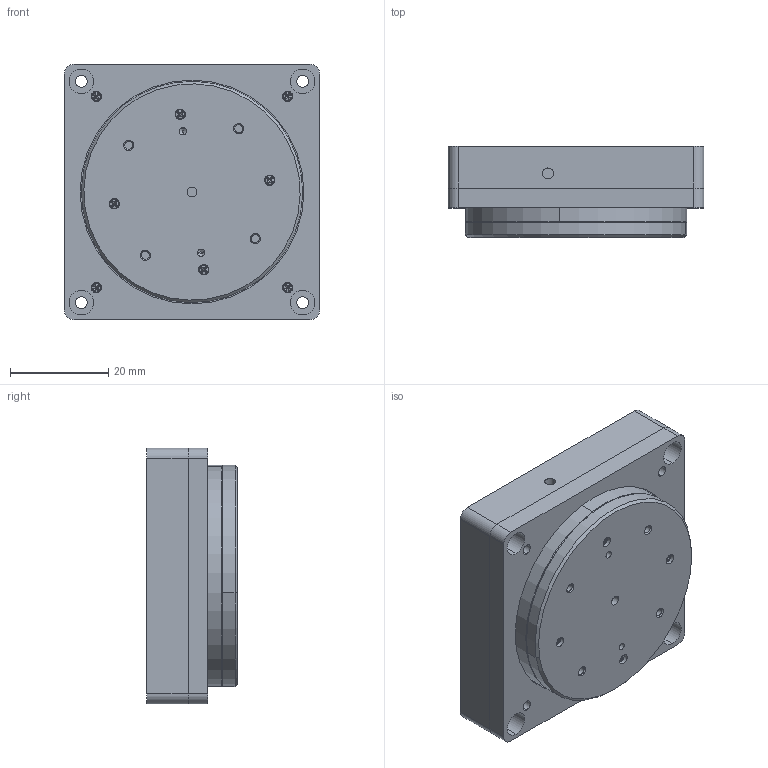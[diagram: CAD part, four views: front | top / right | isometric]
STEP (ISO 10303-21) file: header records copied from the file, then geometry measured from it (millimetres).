
FILE_DESCRIPTION (( 'STEP AP214' ), '1' );
FILE_NAME ('YSR-5219.STEP', '2026-01-15T03:32:13', ( '' ), ( '' ), 'SwSTEP 2.0', 'SolidWorks 2022', '' );
FILE_SCHEMA (( 'AUTOMOTIVE_DESIGN' ));
Length unit declared in the file: millimetre
Products named in the file (1): YSR-5219
Bounding box: 52 x 18.5 x 52 mm (x, y, z)
Volume: 38030.9 mm3; surface area: 19661.2 mm2
Topology: 20 solids, 20 shells, 669 faces, 1444 edges, 853 vertices
Faces by surface type: plane 273, cylinder 235, cone 97, torus 32, sphere 32
Entity records: 25811 total; most frequent: DIRECTION 3645, CARTESIAN_POINT 2954, ORIENTED_EDGE 2862, AXIS2_PLACEMENT_3D 1544, EDGE_CURVE 1431, CIRCLE 874, VERTEX_POINT 853, EDGE_LOOP 776
